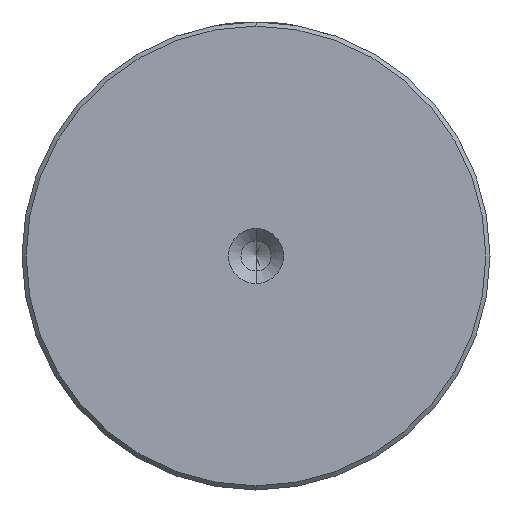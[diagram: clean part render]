
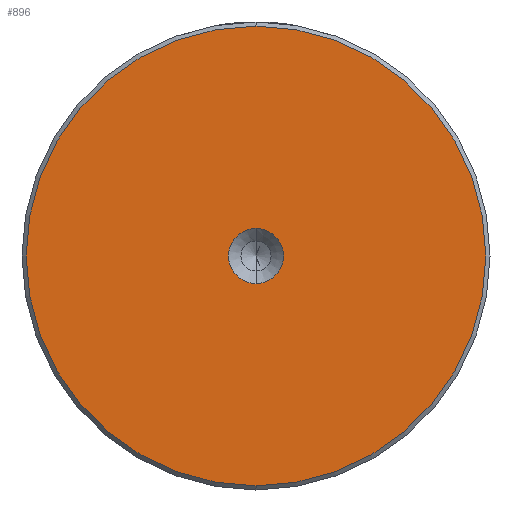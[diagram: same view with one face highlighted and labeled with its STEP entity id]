
A CAD part, left-side view. The second image highlights one B-rep face of the part: STEP entity #896.
In plain terms, the highlighted planar face has unit normal (-1, 0, 0).
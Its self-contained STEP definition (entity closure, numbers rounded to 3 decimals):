
#26 = CARTESIAN_POINT ( 'NONE',  ( 0., 0., 0. ) ) ;
#27 = VERTEX_POINT ( 'NONE', #160 ) ;
#42 = AXIS2_PLACEMENT_3D ( 'NONE', #884, #708, #690 ) ;
#82 = EDGE_LOOP ( 'NONE', ( #2112, #2424 ) ) ;
#160 = CARTESIAN_POINT ( 'NONE',  ( 0., 0., -27.5 ) ) ;
#269 = EDGE_CURVE ( 'NONE', #2481, #27, #601, .T. ) ;
#378 = VERTEX_POINT ( 'NONE', #2148 ) ;
#432 = AXIS2_PLACEMENT_3D ( 'NONE', #2016, #849, #2197 ) ;
#601 = CIRCLE ( 'NONE', #1570, 27.5 ) ;
#635 = AXIS2_PLACEMENT_3D ( 'NONE', #26, #1794, #1122 ) ;
#652 = EDGE_CURVE ( 'NONE', #378, #1365, #1048, .T. ) ;
#690 = DIRECTION ( 'NONE',  ( 0., 0., 1. ) ) ;
#708 = DIRECTION ( 'NONE',  ( -1., 0., 0. ) ) ;
#812 = CIRCLE ( 'NONE', #2362, 27.5 ) ;
#849 = DIRECTION ( 'NONE',  ( -1., 0., 0. ) ) ;
#865 = EDGE_CURVE ( 'NONE', #27, #2481, #812, .T. ) ;
#884 = CARTESIAN_POINT ( 'NONE',  ( 0., 0., 0. ) ) ;
#896 = ADVANCED_FACE ( 'NONE', ( #1016, #2054 ), #1478, .T. ) ;
#925 = CARTESIAN_POINT ( 'NONE',  ( 0., 0., -3.3 ) ) ;
#1016 = FACE_OUTER_BOUND ( 'NONE', #82, .T. ) ;
#1040 = ORIENTED_EDGE ( 'NONE', *, *, #1257, .F. ) ;
#1048 = CIRCLE ( 'NONE', #42, 3.3 ) ;
#1122 = DIRECTION ( 'NONE',  ( 0., 0., 1. ) ) ;
#1242 = CARTESIAN_POINT ( 'NONE',  ( 0., 0., 0. ) ) ;
#1257 = EDGE_CURVE ( 'NONE', #1365, #378, #1774, .T. ) ;
#1365 = VERTEX_POINT ( 'NONE', #925 ) ;
#1393 = DIRECTION ( 'NONE',  ( 0., 0., 1. ) ) ;
#1398 = DIRECTION ( 'NONE',  ( -1., 0., 0. ) ) ;
#1403 = CARTESIAN_POINT ( 'NONE',  ( 0., 0., 0. ) ) ;
#1478 = PLANE ( 'NONE',  #635 ) ;
#1570 = AXIS2_PLACEMENT_3D ( 'NONE', #1403, #1398, #1393 ) ;
#1761 = ORIENTED_EDGE ( 'NONE', *, *, #652, .F. ) ;
#1774 = CIRCLE ( 'NONE', #432, 3.3 ) ;
#1794 = DIRECTION ( 'NONE',  ( -1., 0., 0. ) ) ;
#1816 = DIRECTION ( 'NONE',  ( 0., 0., 1. ) ) ;
#1851 = CARTESIAN_POINT ( 'NONE',  ( 0., 0., 27.5 ) ) ;
#2016 = CARTESIAN_POINT ( 'NONE',  ( 0., 0., 0. ) ) ;
#2054 = FACE_BOUND ( 'NONE', #2334, .T. ) ;
#2112 = ORIENTED_EDGE ( 'NONE', *, *, #865, .T. ) ;
#2148 = CARTESIAN_POINT ( 'NONE',  ( 0., 0., 3.3 ) ) ;
#2197 = DIRECTION ( 'NONE',  ( 0., 0., 1. ) ) ;
#2334 = EDGE_LOOP ( 'NONE', ( #1761, #1040 ) ) ;
#2362 = AXIS2_PLACEMENT_3D ( 'NONE', #1242, #2387, #1816 ) ;
#2387 = DIRECTION ( 'NONE',  ( -1., 0., 0. ) ) ;
#2424 = ORIENTED_EDGE ( 'NONE', *, *, #269, .T. ) ;
#2481 = VERTEX_POINT ( 'NONE', #1851 ) ;
